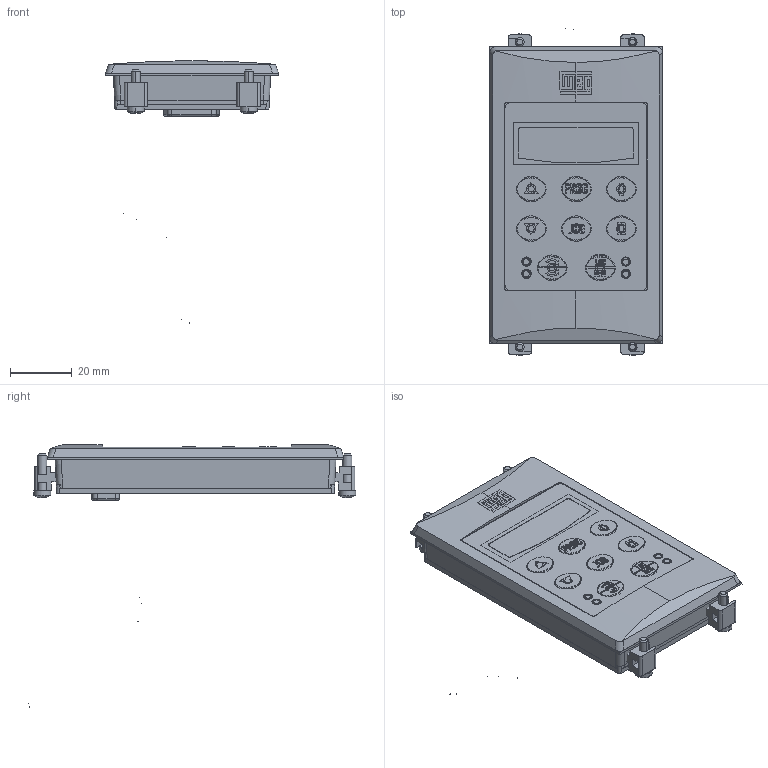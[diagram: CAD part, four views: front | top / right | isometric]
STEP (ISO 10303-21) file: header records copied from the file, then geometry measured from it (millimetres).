
FILE_DESCRIPTION (( 'STEP AP214' ), '1' );
FILE_NAME ('SSW07-HMI-REM b1.STEP', '2019-10-07T11:52:37', ( '' ), ( '' ), 'SwSTEP 2.0', 'SolidWorks 2017', '' );
FILE_SCHEMA (( 'AUTOMOTIVE_DESIGN' ));
Length unit declared in the file: inch
Products named in the file (1): SSW07-HMI-REM b1
Bounding box: 56 x 106.09 x 84.96 mm (x, y, z)
Volume: 39485 mm3; surface area: 55510.1 mm2
Topology: 65 solids, 65 shells, 2590 faces, 6859 edges, 4548 vertices
Faces by surface type: plane 1852, cylinder 498, torus 110, cone 106, bspline 20, sphere 4
Entity records: 86499 total; most frequent: CARTESIAN_POINT 17869, ORIENTED_EDGE 13718, DIRECTION 12983, EDGE_CURVE 6859, LINE 5109, VECTOR 5109, VERTEX_POINT 4548, AXIS2_PLACEMENT_3D 3937
